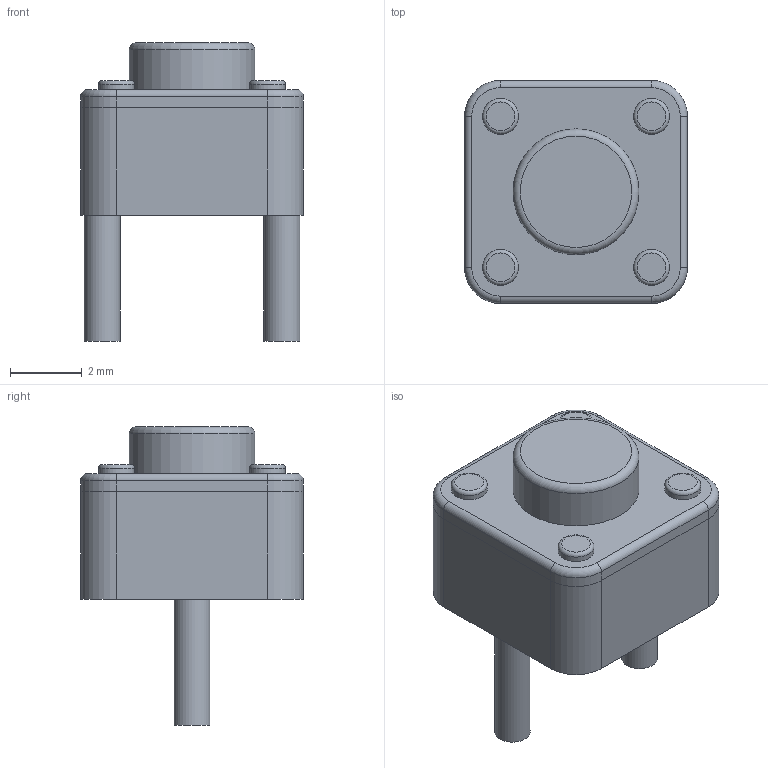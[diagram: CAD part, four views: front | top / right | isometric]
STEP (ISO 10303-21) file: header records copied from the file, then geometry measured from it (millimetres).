
FILE_DESCRIPTION(('FreeCAD Model'),'2;1');
FILE_NAME('boton.step', '2020-07-13T13:42:26',('Author'),(''), 'Open CASCADE STEP processor 7.3','FreeCAD','Unknown');
FILE_SCHEMA(('AUTOMOTIVE_DESIGN { 1 0 10303 214 1 1 1 1 }'));
Length unit declared in the file: millimetre
Products named in the file (1): Pad004
Bounding box: 6.2 x 6.2 x 8.3 mm (x, y, z)
Volume: 150 mm3; surface area: 191.9 mm2
Topology: 1 solids, 1 shells, 45 faces, 87 edges, 51 vertices
Faces by surface type: cylinder 19, plane 17, torus 9
Full cylindrical faces by diameter (mm): 1 x6, 3.5 x1
Entity records: 2587 total; most frequent: CARTESIAN_POINT 434, DIRECTION 360, ORIENTED_EDGE 174, PCURVE 174, DEFINITIONAL_REPRESENTATION 174, LINE 157, VECTOR 157, AXIS2_PLACEMENT_3D 94
